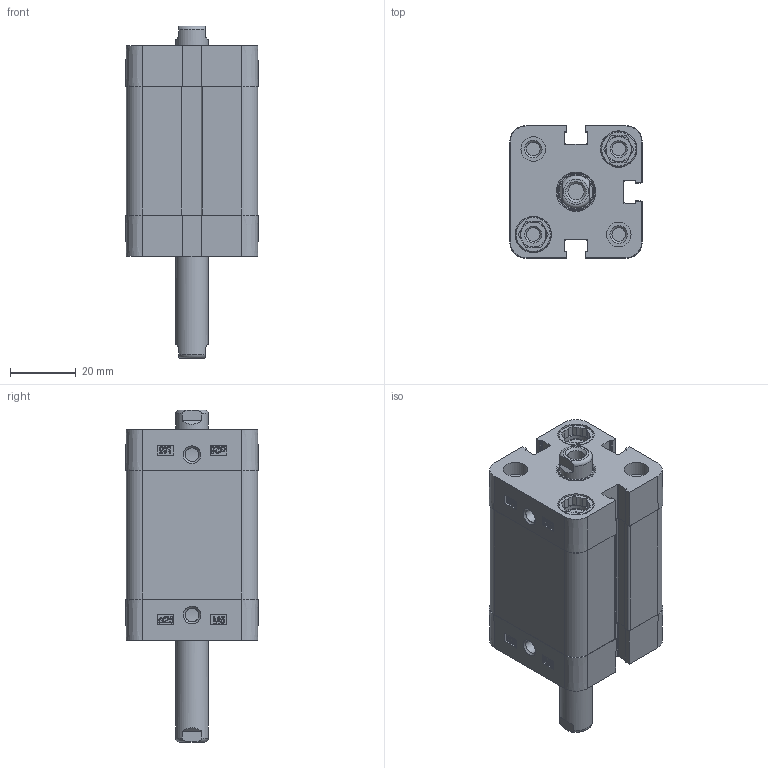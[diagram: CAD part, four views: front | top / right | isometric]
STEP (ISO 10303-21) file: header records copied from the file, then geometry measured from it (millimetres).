
FILE_DESCRIPTION((''),'2;1');
FILE_NAME('PDMP025.025.GS.F.stp','2014-01-20T08:59:58',('carlo.corazza'),(''),'Autodesk Inventor 2012','Autodesk Inventor 2012','');
FILE_SCHEMA(('AUTOMOTIVE_DESIGN { 1 0 10303 214 1 1 1 1 }'));
Length unit declared in the file: millimetre
Products named in the file (5): PDMP025..GS.F; CORPO-025; STELO-025; TA
Assembly tree (5 placements, depth 2):
  PDMP025..GS.F
    CORPO-025
    STELO-025  x2
    TA
    TA
Bounding box: 40.3 x 40.3 x 101 mm (x, y, z)
Volume: 77908.8 mm3; surface area: 32406.6 mm2
Topology: 5 solids, 11 shells, 627 faces, 1611 edges, 1056 vertices
Faces by surface type: plane 312, cylinder 139, bspline 92, cone 62, torus 22
Full cylindrical faces by diameter (mm): 4.134 x4, 4.917 x2, 7.5 x4, 8 x10, 10 x2, 10.48 x2, 10.9 x4, 11.1 x4, 11.4 x2, 12 x2, 13.84 x2, 14 x2, 25 x1
Entity records: 19263 total; most frequent: CARTESIAN_POINT 4456, ORIENTED_EDGE 2902, DIRECTION 2670, EDGE_CURVE 1451, VERTEX_POINT 1013, AXIS2_PLACEMENT_3D 891, VECTOR 888, LINE 888
